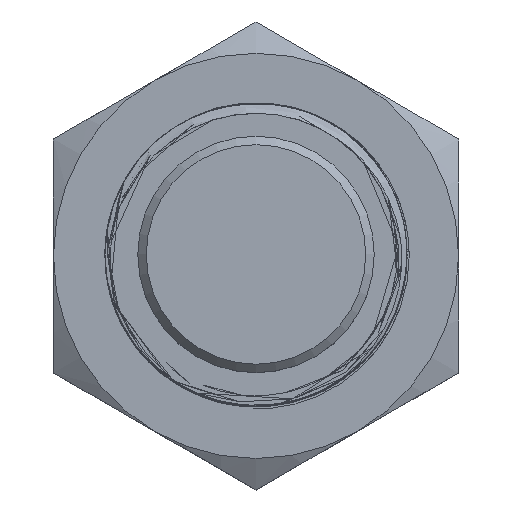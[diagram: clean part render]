
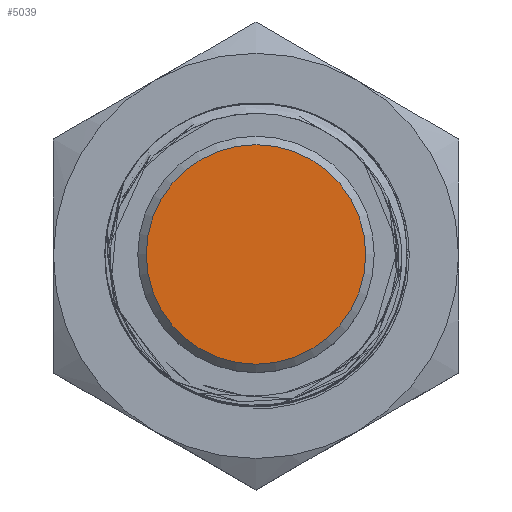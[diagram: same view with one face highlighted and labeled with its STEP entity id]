
A CAD part, top view. The second image highlights one B-rep face of the part: STEP entity #5039.
In plain terms, the highlighted planar face has unit normal (0, 0, 1).
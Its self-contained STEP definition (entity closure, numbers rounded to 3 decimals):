
#80=PLANE('',#5348);
#334=FACE_OUTER_BOUND('',#611,.T.);
#611=EDGE_LOOP('',(#3834));
#696=CIRCLE('',#5344,6.5);
#2117=VERTEX_POINT('',#15995);
#2837=EDGE_CURVE('',#2117,#2117,#696,.T.);
#3834=ORIENTED_EDGE('',*,*,#2837,.F.);
#5039=ADVANCED_FACE('',(#334),#80,.T.);
#5344=AXIS2_PLACEMENT_3D('',#15996,#6064,#6065);
#5348=AXIS2_PLACEMENT_3D('',#16004,#6074,#6075);
#6064=DIRECTION('center_axis',(0.,0.,-1.));
#6065=DIRECTION('ref_axis',(1.,0.,0.));
#6074=DIRECTION('center_axis',(0.,0.,1.));
#6075=DIRECTION('ref_axis',(1.,0.,0.));
#15995=CARTESIAN_POINT('',(-6.5,0.,115.5));
#15996=CARTESIAN_POINT('Origin',(0.,0.,115.5));
#16004=CARTESIAN_POINT('Origin',(0.,0.,115.5));
